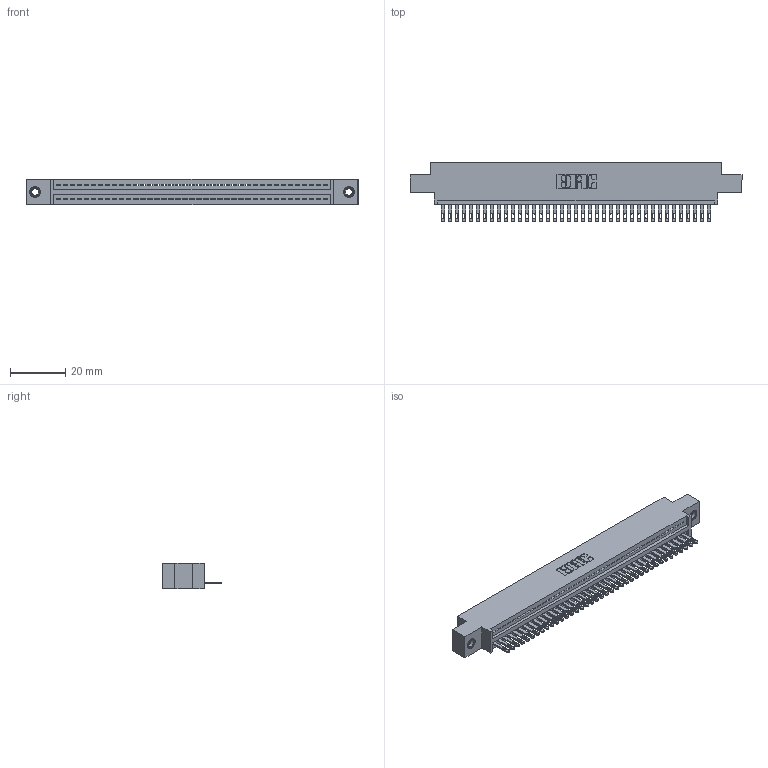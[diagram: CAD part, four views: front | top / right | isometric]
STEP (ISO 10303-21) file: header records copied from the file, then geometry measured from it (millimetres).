
FILE_DESCRIPTION (( 'STEP AP203' ), '1' );
FILE_NAME ('895-039-500-607.STEP', '2020-09-26T02:20:24', ( '' ), ( '' ), 'SwSTEP 2.0', 'SolidWorks 2020', '' );
FILE_SCHEMA (( 'CONFIG_CONTROL_DESIGN' ));
Length unit declared in the file: inch
Products named in the file (4): 345-250-001_345-250-005-103; 345-292-001_345-293-100; 895-039-500-607; 845 Part_0.170 Offset - 0.156 Dia-TI
Assembly tree (42 placements, depth 2):
  895-039-500-607
    845 Part_0.170 Offset - 0.156 Dia-TI
    345-292-001_345-293-100  x39
    345-250-001_345-250-005-103  x2
Bounding box: 120.27 x 21.51 x 9.4 mm (x, y, z)
Volume: 11295.9 mm3; surface area: 15217.2 mm2
Topology: 42 solids, 42 shells, 2296 faces, 7041 edges, 4686 vertices
Faces by surface type: plane 1442, cylinder 838, cone 12, torus 4
Entity records: 31004 total; most frequent: CARTESIAN_POINT 5352, ORIENTED_EDGE 5318, DIRECTION 4707, EDGE_CURVE 2659, VECTOR 2347, LINE 2347, VERTEX_POINT 1768, AXIS2_PLACEMENT_3D 1180
